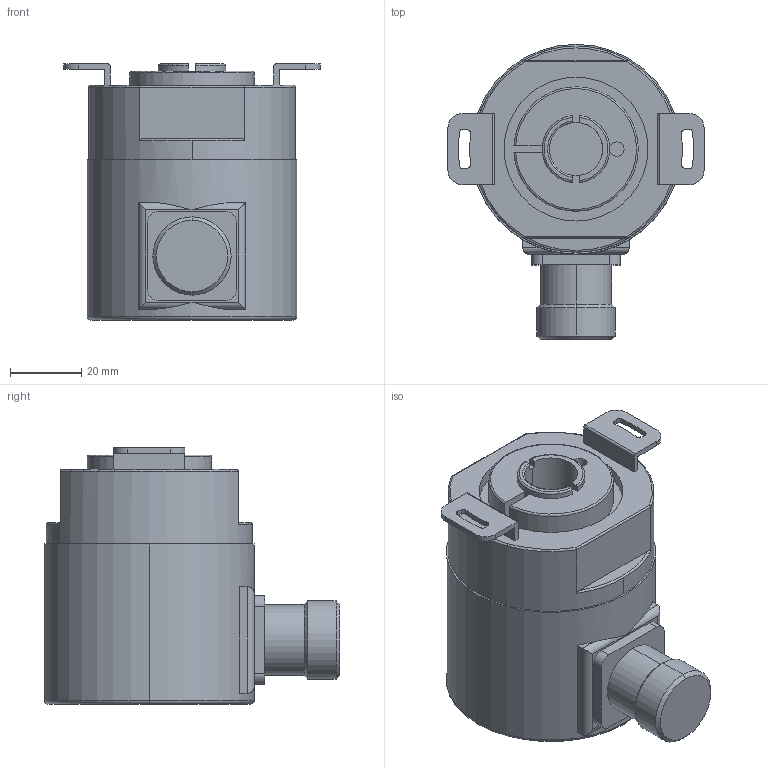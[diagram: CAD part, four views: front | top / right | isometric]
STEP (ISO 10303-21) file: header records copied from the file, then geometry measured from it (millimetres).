
FILE_DESCRIPTION((''),'2;1');
FILE_NAME('ASS58_D203109A','2006-10-19T',('Pepperl+Fuchs'),('Industriehansa'),'PRO/ENGINEER BY PARAMETRIC TECHNOLOGY CORPORATION, 2005290','PRO/ENGINEER BY PARAMETRIC TECHNOLOGY CORPORATION, 2005290','');
FILE_SCHEMA(('AUTOMOTIVE_DESIGN_CC2 { 1 2 10303 214 -1 1 5 2 }'));
Length unit declared in the file: millimetre
Products named in the file (1): ASS58_D203109A
Bounding box: 72 x 83 x 72 mm (x, y, z)
Volume: 186653.8 mm3; surface area: 23283.2 mm2
Topology: 1 solids, 1 shells, 112 faces, 295 edges, 200 vertices
Faces by surface type: plane 52, cylinder 46, torus 10, cone 4
Entity records: 5338 total; most frequent: CARTESIAN_POINT 770, DIRECTION 603, ORIENTED_EDGE 576, PRESENTATION_STYLE_ASSIGNMENT 409, STYLED_ITEM 356, CURVE_STYLE 296, EDGE_CURVE 288, AXIS2_PLACEMENT_3D 219
